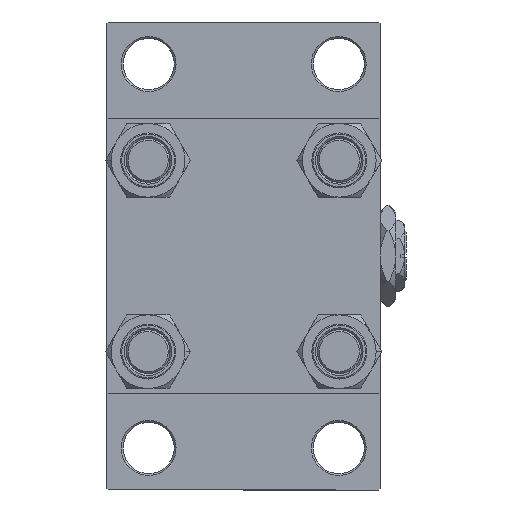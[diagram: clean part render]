
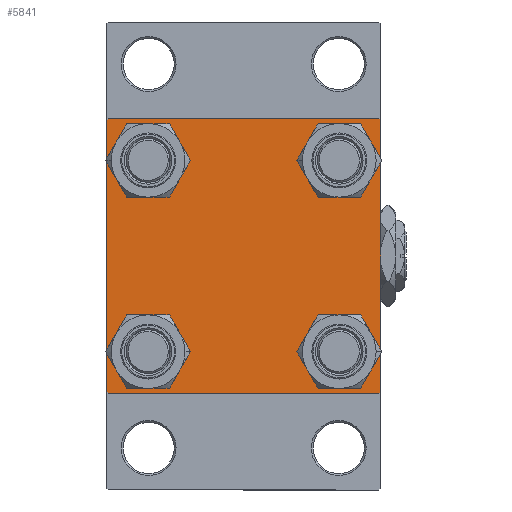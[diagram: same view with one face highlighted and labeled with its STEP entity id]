
A CAD part, left-side view. The second image highlights one B-rep face of the part: STEP entity #5841.
In plain terms, the highlighted planar face has unit normal (-1, 0, 0).
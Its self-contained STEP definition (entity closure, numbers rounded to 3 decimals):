
#251 = CARTESIAN_POINT ( 'NONE',  ( 0., 26.15, -19.65 ) ) ;
#366 = AXIS2_PLACEMENT_3D ( 'NONE', #16237, #27479, #46648 ) ;
#868 = CIRCLE ( 'NONE', #43836, 6.5 ) ;
#1647 = EDGE_LOOP ( 'NONE', ( #40777, #3959 ) ) ;
#1649 = CARTESIAN_POINT ( 'NONE',  ( 0., -26.15, 19.65 ) ) ;
#1786 = CARTESIAN_POINT ( 'NONE',  ( 0., -26.15, 32.65 ) ) ;
#1863 = FACE_BOUND ( 'NONE', #43867, .T. ) ;
#2056 = CARTESIAN_POINT ( 'NONE',  ( 0., 26.15, 19.65 ) ) ;
#2283 = CARTESIAN_POINT ( 'NONE',  ( 0., -37., -37.5 ) ) ;
#2458 = ORIENTED_EDGE ( 'NONE', *, *, #36835, .T. ) ;
#2916 = AXIS2_PLACEMENT_3D ( 'NONE', #26272, #10313, #41447 ) ;
#3152 = VERTEX_POINT ( 'NONE', #19880 ) ;
#3382 = DIRECTION ( 'NONE',  ( 1., 0., 0. ) ) ;
#3654 = CIRCLE ( 'NONE', #25932, 6.5 ) ;
#3959 = ORIENTED_EDGE ( 'NONE', *, *, #13932, .T. ) ;
#4292 = DIRECTION ( 'NONE',  ( 0., -0.707, 0.707 ) ) ;
#5165 = ORIENTED_EDGE ( 'NONE', *, *, #37376, .T. ) ;
#5210 = VECTOR ( 'NONE', #6195, 1000. ) ;
#5763 = CARTESIAN_POINT ( 'NONE',  ( 0., -37.5, 37. ) ) ;
#5841 = ADVANCED_FACE ( 'NONE', ( #32035, #47214, #1863, #13062, #17055 ), #47460, .T. ) ;
#5989 = AXIS2_PLACEMENT_3D ( 'NONE', #21591, #3382, #26082 ) ;
#6084 = VERTEX_POINT ( 'NONE', #2056 ) ;
#6102 = CIRCLE ( 'NONE', #40335, 6.5 ) ;
#6195 = DIRECTION ( 'NONE',  ( 0., -1., 0. ) ) ;
#6295 = EDGE_CURVE ( 'NONE', #16806, #46548, #15972, .T. ) ;
#7474 = EDGE_CURVE ( 'NONE', #18536, #3152, #27220, .T. ) ;
#7738 = DIRECTION ( 'NONE',  ( 1., 0., 0. ) ) ;
#7905 = CARTESIAN_POINT ( 'NONE',  ( 0., 37.5, 37.5 ) ) ;
#8073 = CARTESIAN_POINT ( 'NONE',  ( 0., 37.5, -37. ) ) ;
#8081 = CARTESIAN_POINT ( 'NONE',  ( 0., 26.15, 26.15 ) ) ;
#8329 = CIRCLE ( 'NONE', #366, 6.5 ) ;
#8491 = CARTESIAN_POINT ( 'NONE',  ( 0., -26.15, -26.15 ) ) ;
#8726 = DIRECTION ( 'NONE',  ( 0., 0., 1. ) ) ;
#9146 = EDGE_LOOP ( 'NONE', ( #20382, #28106 ) ) ;
#9277 = ORIENTED_EDGE ( 'NONE', *, *, #14844, .T. ) ;
#10106 = CARTESIAN_POINT ( 'NONE',  ( 0., 37.5, 37. ) ) ;
#10313 = DIRECTION ( 'NONE',  ( 1., 0., 0. ) ) ;
#10384 = AXIS2_PLACEMENT_3D ( 'NONE', #27120, #22216, #37407 ) ;
#10791 = CARTESIAN_POINT ( 'NONE',  ( 0., 37., 37.5 ) ) ;
#11345 = DIRECTION ( 'NONE',  ( 0., 0., 1. ) ) ;
#11914 = ORIENTED_EDGE ( 'NONE', *, *, #17882, .F. ) ;
#12055 = VECTOR ( 'NONE', #4292, 1000. ) ;
#12849 = LINE ( 'NONE', #48159, #13802 ) ;
#13062 = FACE_BOUND ( 'NONE', #26347, .T. ) ;
#13315 = CARTESIAN_POINT ( 'NONE',  ( 0., 0., 0. ) ) ;
#13802 = VECTOR ( 'NONE', #41182, 1000. ) ;
#13932 = EDGE_CURVE ( 'NONE', #30253, #22401, #33160, .T. ) ;
#13942 = CARTESIAN_POINT ( 'NONE',  ( 0., -26.15, -32.65 ) ) ;
#14743 = CIRCLE ( 'NONE', #14860, 6.5 ) ;
#14844 = EDGE_CURVE ( 'NONE', #29802, #44594, #31491, .T. ) ;
#14860 = AXIS2_PLACEMENT_3D ( 'NONE', #14969, #7738, #15458 ) ;
#14969 = CARTESIAN_POINT ( 'NONE',  ( 0., -26.15, 26.15 ) ) ;
#14993 = VERTEX_POINT ( 'NONE', #31468 ) ;
#15010 = CARTESIAN_POINT ( 'NONE',  ( 0., -37.25, -37.25 ) ) ;
#15075 = VERTEX_POINT ( 'NONE', #2283 ) ;
#15132 = EDGE_CURVE ( 'NONE', #22401, #30253, #14743, .T. ) ;
#15236 = EDGE_CURVE ( 'NONE', #44594, #29802, #6102, .T. ) ;
#15458 = DIRECTION ( 'NONE',  ( 0., 0., 1. ) ) ;
#15972 = LINE ( 'NONE', #27213, #47527 ) ;
#16237 = CARTESIAN_POINT ( 'NONE',  ( 0., 26.15, 26.15 ) ) ;
#16806 = VERTEX_POINT ( 'NONE', #10791 ) ;
#17055 = FACE_OUTER_BOUND ( 'NONE', #28084, .T. ) ;
#17882 = EDGE_CURVE ( 'NONE', #47450, #27614, #37683, .T. ) ;
#18536 = VERTEX_POINT ( 'NONE', #8073 ) ;
#18704 = VECTOR ( 'NONE', #25813, 1000. ) ;
#19076 = VERTEX_POINT ( 'NONE', #13942 ) ;
#19495 = ORIENTED_EDGE ( 'NONE', *, *, #31792, .T. ) ;
#19704 = CARTESIAN_POINT ( 'NONE',  ( 0., 26.15, -26.15 ) ) ;
#19880 = CARTESIAN_POINT ( 'NONE',  ( 0., 37., -37.5 ) ) ;
#19972 = DIRECTION ( 'NONE',  ( 0., 0.707, -0.707 ) ) ;
#20382 = ORIENTED_EDGE ( 'NONE', *, *, #26423, .T. ) ;
#21220 = AXIS2_PLACEMENT_3D ( 'NONE', #13315, #28548, #24809 ) ;
#21591 = CARTESIAN_POINT ( 'NONE',  ( 0., 26.15, -26.15 ) ) ;
#21852 = VERTEX_POINT ( 'NONE', #35313 ) ;
#22216 = DIRECTION ( 'NONE',  ( 1., 0., 0. ) ) ;
#22401 = VERTEX_POINT ( 'NONE', #1786 ) ;
#23275 = ORIENTED_EDGE ( 'NONE', *, *, #31572, .T. ) ;
#23702 = ORIENTED_EDGE ( 'NONE', *, *, #15236, .T. ) ;
#24158 = VECTOR ( 'NONE', #42296, 1000. ) ;
#24809 = DIRECTION ( 'NONE',  ( 0., 0., 1. ) ) ;
#25160 = LINE ( 'NONE', #40345, #5210 ) ;
#25458 = ORIENTED_EDGE ( 'NONE', *, *, #40450, .T. ) ;
#25813 = DIRECTION ( 'NONE',  ( 0., 0.707, 0.707 ) ) ;
#25932 = AXIS2_PLACEMENT_3D ( 'NONE', #8491, #38649, #31178 ) ;
#26082 = DIRECTION ( 'NONE',  ( 0., 0., 1. ) ) ;
#26272 = CARTESIAN_POINT ( 'NONE',  ( 0., -26.15, 26.15 ) ) ;
#26347 = EDGE_LOOP ( 'NONE', ( #25458, #23275 ) ) ;
#26423 = EDGE_CURVE ( 'NONE', #14993, #19076, #29480, .T. ) ;
#26860 = ORIENTED_EDGE ( 'NONE', *, *, #7474, .T. ) ;
#27120 = CARTESIAN_POINT ( 'NONE',  ( 0., -26.15, -26.15 ) ) ;
#27213 = CARTESIAN_POINT ( 'NONE',  ( 0., 37.25, 37.25 ) ) ;
#27220 = LINE ( 'NONE', #42398, #46749 ) ;
#27479 = DIRECTION ( 'NONE',  ( 1., 0., 0. ) ) ;
#27614 = VERTEX_POINT ( 'NONE', #31602 ) ;
#28084 = EDGE_LOOP ( 'NONE', ( #5165, #26860, #2458, #19495, #11914, #36669, #40665, #37611 ) ) ;
#28106 = ORIENTED_EDGE ( 'NONE', *, *, #48329, .T. ) ;
#28548 = DIRECTION ( 'NONE',  ( -1., 0., 0. ) ) ;
#29480 = CIRCLE ( 'NONE', #10384, 6.5 ) ;
#29543 = LINE ( 'NONE', #37275, #18704 ) ;
#29802 = VERTEX_POINT ( 'NONE', #251 ) ;
#30253 = VERTEX_POINT ( 'NONE', #1649 ) ;
#31178 = DIRECTION ( 'NONE',  ( 0., 0., 1. ) ) ;
#31468 = CARTESIAN_POINT ( 'NONE',  ( 0., -26.15, -19.65 ) ) ;
#31491 = CIRCLE ( 'NONE', #5989, 6.5 ) ;
#31572 = EDGE_CURVE ( 'NONE', #6084, #45790, #868, .T. ) ;
#31582 = LINE ( 'NONE', #7905, #24158 ) ;
#31602 = CARTESIAN_POINT ( 'NONE',  ( 0., -37.5, -37. ) ) ;
#31792 = EDGE_CURVE ( 'NONE', #15075, #27614, #34698, .T. ) ;
#32035 = FACE_BOUND ( 'NONE', #1647, .T. ) ;
#33160 = CIRCLE ( 'NONE', #2916, 6.5 ) ;
#33952 = DIRECTION ( 'NONE',  ( 0., 0., -1. ) ) ;
#34698 = LINE ( 'NONE', #15010, #12055 ) ;
#34804 = CARTESIAN_POINT ( 'NONE',  ( 0., 26.15, -32.65 ) ) ;
#35156 = DIRECTION ( 'NONE',  ( 1., 0., 0. ) ) ;
#35313 = CARTESIAN_POINT ( 'NONE',  ( 0., -37., 37.5 ) ) ;
#36669 = ORIENTED_EDGE ( 'NONE', *, *, #43818, .T. ) ;
#36835 = EDGE_CURVE ( 'NONE', #3152, #15075, #12849, .T. ) ;
#37263 = CARTESIAN_POINT ( 'NONE',  ( 0., 26.15, 32.65 ) ) ;
#37275 = CARTESIAN_POINT ( 'NONE',  ( 0., -37.25, 37.25 ) ) ;
#37376 = EDGE_CURVE ( 'NONE', #46548, #18536, #31582, .T. ) ;
#37407 = DIRECTION ( 'NONE',  ( 0., 0., 1. ) ) ;
#37611 = ORIENTED_EDGE ( 'NONE', *, *, #6295, .T. ) ;
#37683 = LINE ( 'NONE', #41665, #44309 ) ;
#38649 = DIRECTION ( 'NONE',  ( 1., 0., 0. ) ) ;
#40335 = AXIS2_PLACEMENT_3D ( 'NONE', #19704, #35156, #8726 ) ;
#40345 = CARTESIAN_POINT ( 'NONE',  ( 0., 37.5, 37.5 ) ) ;
#40450 = EDGE_CURVE ( 'NONE', #45790, #6084, #8329, .T. ) ;
#40665 = ORIENTED_EDGE ( 'NONE', *, *, #47762, .F. ) ;
#40777 = ORIENTED_EDGE ( 'NONE', *, *, #15132, .T. ) ;
#41182 = DIRECTION ( 'NONE',  ( 0., -1., 0. ) ) ;
#41447 = DIRECTION ( 'NONE',  ( 0., 0., 1. ) ) ;
#41665 = CARTESIAN_POINT ( 'NONE',  ( 0., -37.5, 37.5 ) ) ;
#41989 = DIRECTION ( 'NONE',  ( 1., 0., 0. ) ) ;
#42296 = DIRECTION ( 'NONE',  ( 0., 0., -1. ) ) ;
#42398 = CARTESIAN_POINT ( 'NONE',  ( 0., 37.25, -37.25 ) ) ;
#42643 = DIRECTION ( 'NONE',  ( 0., -0.707, -0.707 ) ) ;
#43818 = EDGE_CURVE ( 'NONE', #47450, #21852, #29543, .T. ) ;
#43836 = AXIS2_PLACEMENT_3D ( 'NONE', #8081, #41989, #11345 ) ;
#43867 = EDGE_LOOP ( 'NONE', ( #9277, #23702 ) ) ;
#44309 = VECTOR ( 'NONE', #33952, 1000. ) ;
#44594 = VERTEX_POINT ( 'NONE', #34804 ) ;
#45790 = VERTEX_POINT ( 'NONE', #37263 ) ;
#46548 = VERTEX_POINT ( 'NONE', #10106 ) ;
#46648 = DIRECTION ( 'NONE',  ( 0., 0., 1. ) ) ;
#46749 = VECTOR ( 'NONE', #42643, 1000. ) ;
#47214 = FACE_BOUND ( 'NONE', #9146, .T. ) ;
#47450 = VERTEX_POINT ( 'NONE', #5763 ) ;
#47460 = PLANE ( 'NONE',  #21220 ) ;
#47527 = VECTOR ( 'NONE', #19972, 1000. ) ;
#47762 = EDGE_CURVE ( 'NONE', #16806, #21852, #25160, .T. ) ;
#48159 = CARTESIAN_POINT ( 'NONE',  ( 0., 37.5, -37.5 ) ) ;
#48329 = EDGE_CURVE ( 'NONE', #19076, #14993, #3654, .T. ) ;
